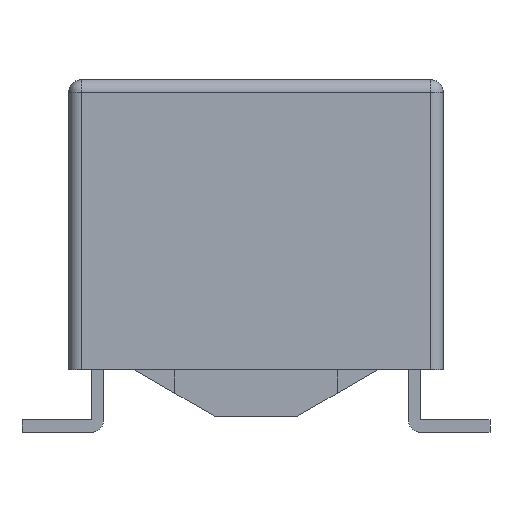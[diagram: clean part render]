
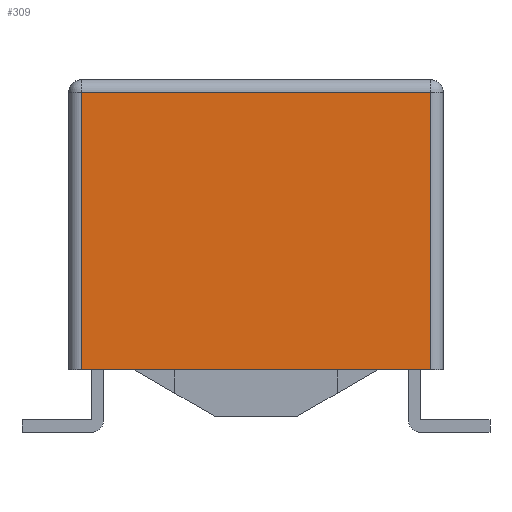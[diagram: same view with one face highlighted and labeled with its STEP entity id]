
A CAD part, left-side view. The second image highlights one B-rep face of the part: STEP entity #309.
In plain terms, the highlighted planar face has unit normal (-1, 0, 0).
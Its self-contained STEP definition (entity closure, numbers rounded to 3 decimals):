
#309=ADVANCED_FACE('',(#13701),#13703,.T.);
#13701=FACE_BOUND('',#13702,.T.);
#13702=EDGE_LOOP('',(#24221,#24222,#24223,#24224));
#13703=PLANE('',#13704);
#13704=AXIS2_PLACEMENT_3D('',#13705,#13706,#13707);
#13705=CARTESIAN_POINT('',(-5.,3.,1.));
#13706=DIRECTION('',(-1.,0.,0.));
#13707=DIRECTION('',(0.,-1.,0.));
#24221=ORIENTED_EDGE('',*,*,#32656,.F.);
#24222=ORIENTED_EDGE('',*,*,#32657,.F.);
#24223=ORIENTED_EDGE('',*,*,#32632,.T.);
#24224=ORIENTED_EDGE('',*,*,#32655,.T.);
#32632=EDGE_CURVE('',#36922,#36920,#36923,.T.);
#32655=EDGE_CURVE('',#36920,#36961,#36963,.T.);
#32656=EDGE_CURVE('',#36964,#36961,#36965,.T.);
#32657=EDGE_CURVE('',#36922,#36964,#36966,.T.);
#36920=VERTEX_POINT('',#44113);
#36922=VERTEX_POINT('',#44118);
#36923=LINE('',#44119,#44120);
#36961=VERTEX_POINT('',#44208);
#36963=LINE('',#44213,#44214);
#36964=VERTEX_POINT('',#44216);
#36965=LINE('',#44217,#44218);
#36966=LINE('',#44220,#44221);
#44113=CARTESIAN_POINT('',(-5.,-2.8,1.));
#44118=CARTESIAN_POINT('',(-5.,2.8,1.));
#44119=CARTESIAN_POINT('',(-5.,2.8,1.));
#44120=VECTOR('',#44121,1.);
#44121=DIRECTION('',(0.,-1.,0.));
#44208=CARTESIAN_POINT('',(-5.,-2.8,5.45));
#44213=CARTESIAN_POINT('',(-5.,-2.8,1.));
#44214=VECTOR('',#44215,1.);
#44215=DIRECTION('',(0.,0.,1.));
#44216=CARTESIAN_POINT('',(-5.,2.8,5.45));
#44217=CARTESIAN_POINT('',(-5.,2.8,5.45));
#44218=VECTOR('',#44219,1.);
#44219=DIRECTION('',(0.,-1.,0.));
#44220=CARTESIAN_POINT('',(-5.,2.8,1.));
#44221=VECTOR('',#44222,1.);
#44222=DIRECTION('',(0.,0.,1.));
